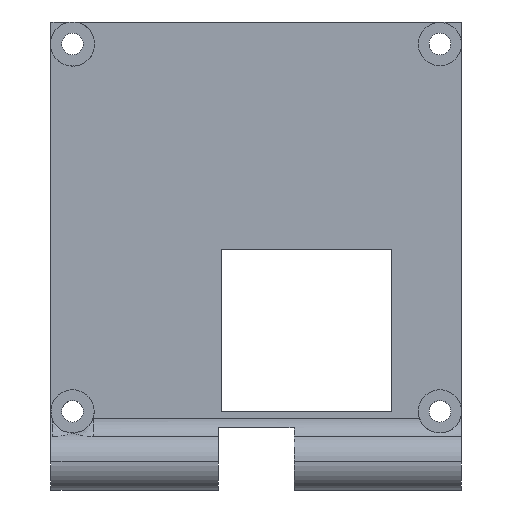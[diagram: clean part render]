
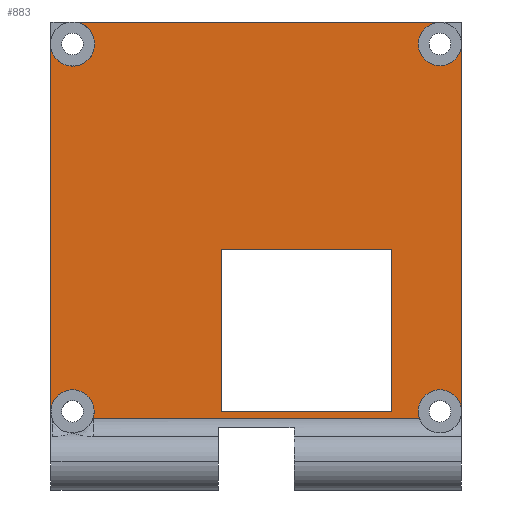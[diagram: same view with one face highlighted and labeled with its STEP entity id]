
A CAD part, top view. The second image highlights one B-rep face of the part: STEP entity #883.
In plain terms, the highlighted planar face has unit normal (0, 0, 1).
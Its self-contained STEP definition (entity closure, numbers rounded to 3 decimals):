
#3 = VERTEX_POINT ( 'NONE', #849 ) ;
#25 = VERTEX_POINT ( 'NONE', #1247 ) ;
#31 = DIRECTION ( 'NONE',  ( 0., -1., 0. ) ) ;
#34 = DIRECTION ( 'NONE',  ( 0., 1., 0. ) ) ;
#47 = VERTEX_POINT ( 'NONE', #1682 ) ;
#51 = EDGE_CURVE ( 'NONE', #47, #224, #1324, .T. ) ;
#58 = VERTEX_POINT ( 'NONE', #1403 ) ;
#77 = ORIENTED_EDGE ( 'NONE', *, *, #1371, .F. ) ;
#119 = DIRECTION ( 'NONE',  ( 0., 1., 0. ) ) ;
#198 = DIRECTION ( 'NONE',  ( -1., 0., 0. ) ) ;
#203 = LINE ( 'NONE', #1111, #423 ) ;
#224 = VERTEX_POINT ( 'NONE', #1379 ) ;
#228 = ORIENTED_EDGE ( 'NONE', *, *, #587, .F. ) ;
#257 = VERTEX_POINT ( 'NONE', #848 ) ;
#259 = EDGE_CURVE ( 'NONE', #1770, #545, #407, .T. ) ;
#272 = CARTESIAN_POINT ( 'NONE',  ( 3.903, 4.012, 0.35 ) ) ;
#282 = ORIENTED_EDGE ( 'NONE', *, *, #419, .F. ) ;
#290 = DIRECTION ( 'NONE',  ( 0., -1., 0. ) ) ;
#296 = LINE ( 'NONE', #689, #1171 ) ;
#299 = CARTESIAN_POINT ( 'NONE',  ( 4.042, 38.627, 0.35 ) ) ;
#321 = ORIENTED_EDGE ( 'NONE', *, *, #1117, .T. ) ;
#327 = ORIENTED_EDGE ( 'NONE', *, *, #737, .F. ) ;
#330 = AXIS2_PLACEMENT_3D ( 'NONE', #441, #706, #427 ) ;
#381 = CIRCLE ( 'NONE', #431, 2. ) ;
#390 = DIRECTION ( 'NONE',  ( 0., 0., 1. ) ) ;
#407 = LINE ( 'NONE', #1551, #674 ) ;
#419 = EDGE_CURVE ( 'NONE', #224, #1770, #791, .T. ) ;
#422 = VECTOR ( 'NONE', #198, 1000. ) ;
#423 = VECTOR ( 'NONE', #290, 1000. ) ;
#427 = DIRECTION ( 'NONE',  ( 0., 1., 0. ) ) ;
#431 = AXIS2_PLACEMENT_3D ( 'NONE', #1456, #892, #1442 ) ;
#441 = CARTESIAN_POINT ( 'NONE',  ( 2., 38.627, 0.35 ) ) ;
#442 = CARTESIAN_POINT ( 'NONE',  ( 15.75, 19.627, 0.35 ) ) ;
#484 = ORIENTED_EDGE ( 'NONE', *, *, #1181, .F. ) ;
#502 = ORIENTED_EDGE ( 'NONE', *, *, #764, .T. ) ;
#515 = DIRECTION ( 'NONE',  ( 1., 0., 0. ) ) ;
#526 = VERTEX_POINT ( 'NONE', #272 ) ;
#545 = VERTEX_POINT ( 'NONE', #1498 ) ;
#547 = CARTESIAN_POINT ( 'NONE',  ( 38., 40.627, 0.35 ) ) ;
#560 = VERTEX_POINT ( 'NONE', #299 ) ;
#562 = EDGE_LOOP ( 'NONE', ( #77, #1632, #282, #1053 ) ) ;
#582 = CARTESIAN_POINT ( 'NONE',  ( 36., 38.627, 0.35 ) ) ;
#587 = EDGE_CURVE ( 'NONE', #1716, #58, #1405, .T. ) ;
#602 = AXIS2_PLACEMENT_3D ( 'NONE', #1213, #1777, #119 ) ;
#619 = LINE ( 'NONE', #747, #855 ) ;
#628 = EDGE_CURVE ( 'NONE', #1477, #1716, #1325, .T. ) ;
#671 = DIRECTION ( 'NONE',  ( 0., 0., -1. ) ) ;
#674 = VECTOR ( 'NONE', #1014, 1000. ) ;
#678 = DIRECTION ( 'NONE',  ( 1., 0., 0. ) ) ;
#689 = CARTESIAN_POINT ( 'NONE',  ( 38., 40.627, 0.35 ) ) ;
#699 = VERTEX_POINT ( 'NONE', #1608 ) ;
#706 = DIRECTION ( 'NONE',  ( 0., 0., 1. ) ) ;
#714 = CARTESIAN_POINT ( 'NONE',  ( 38., 40.627, 0.35 ) ) ;
#737 = EDGE_CURVE ( 'NONE', #526, #1494, #1579, .T. ) ;
#747 = CARTESIAN_POINT ( 'NONE',  ( 15.5, 4.012, 0.35 ) ) ;
#761 = DIRECTION ( 'NONE',  ( 0., 1., 0. ) ) ;
#764 = EDGE_CURVE ( 'NONE', #526, #992, #619, .T. ) ;
#791 = LINE ( 'NONE', #1188, #1072 ) ;
#797 = CARTESIAN_POINT ( 'NONE',  ( 31.5, 4.627, 0.35 ) ) ;
#829 = AXIS2_PLACEMENT_3D ( 'NONE', #582, #1529, #34 ) ;
#847 = EDGE_CURVE ( 'NONE', #58, #992, #1531, .T. ) ;
#848 = CARTESIAN_POINT ( 'NONE',  ( 2.41, 40.627, 0.35 ) ) ;
#849 = CARTESIAN_POINT ( 'NONE',  ( 0., 4.627, 0.35 ) ) ;
#855 = VECTOR ( 'NONE', #1754, 1000. ) ;
#883 = ADVANCED_FACE ( 'NONE', ( #1259, #1624 ), #1495, .F. ) ;
#888 = DIRECTION ( 'NONE',  ( 0., 0., 1. ) ) ;
#892 = DIRECTION ( 'NONE',  ( 0., 0., 1. ) ) ;
#894 = EDGE_LOOP ( 'NONE', ( #327, #502, #1156, #228, #1364, #484, #1391, #321, #1036, #1409, #1721, #1646 ) ) ;
#905 = CARTESIAN_POINT ( 'NONE',  ( 2., 4.627, 0.35 ) ) ;
#930 = CARTESIAN_POINT ( 'NONE',  ( 36., 4.627, 0.35 ) ) ;
#952 = DIRECTION ( 'NONE',  ( 0., 0., 1. ) ) ;
#954 = CARTESIAN_POINT ( 'NONE',  ( 4., 4.627, 0.35 ) ) ;
#957 = EDGE_CURVE ( 'NONE', #25, #3, #203, .T. ) ;
#982 = CARTESIAN_POINT ( 'NONE',  ( 34.097, 4.012, 0.35 ) ) ;
#992 = VERTEX_POINT ( 'NONE', #982 ) ;
#1014 = DIRECTION ( 'NONE',  ( 0., 1., 0. ) ) ;
#1022 = CARTESIAN_POINT ( 'NONE',  ( 2., 4.627, 0.35 ) ) ;
#1036 = ORIENTED_EDGE ( 'NONE', *, *, #1535, .F. ) ;
#1039 = AXIS2_PLACEMENT_3D ( 'NONE', #1022, #888, #761 ) ;
#1053 = ORIENTED_EDGE ( 'NONE', *, *, #51, .F. ) ;
#1072 = VECTOR ( 'NONE', #515, 1000. ) ;
#1105 = CIRCLE ( 'NONE', #330, 2.042 ) ;
#1111 = CARTESIAN_POINT ( 'NONE',  ( 0., 40.627, 0.35 ) ) ;
#1117 = EDGE_CURVE ( 'NONE', #699, #257, #296, .T. ) ;
#1125 = DIRECTION ( 'NONE',  ( 0., -1., 0. ) ) ;
#1156 = ORIENTED_EDGE ( 'NONE', *, *, #847, .F. ) ;
#1171 = VECTOR ( 'NONE', #1659, 1000. ) ;
#1181 = EDGE_CURVE ( 'NONE', #1692, #1477, #381, .T. ) ;
#1188 = CARTESIAN_POINT ( 'NONE',  ( 17.5, 4.627, 0.35 ) ) ;
#1194 = AXIS2_PLACEMENT_3D ( 'NONE', #905, #1680, #1443 ) ;
#1213 = CARTESIAN_POINT ( 'NONE',  ( 2., 38.627, 0.35 ) ) ;
#1247 = CARTESIAN_POINT ( 'NONE',  ( 0., 38.217, 0.35 ) ) ;
#1259 = FACE_OUTER_BOUND ( 'NONE', #894, .T. ) ;
#1262 = CARTESIAN_POINT ( 'NONE',  ( 38., 4.627, 0.35 ) ) ;
#1324 = LINE ( 'NONE', #442, #1738 ) ;
#1325 = LINE ( 'NONE', #714, #1489 ) ;
#1354 = EDGE_CURVE ( 'NONE', #25, #560, #1105, .T. ) ;
#1359 = CIRCLE ( 'NONE', #602, 2.042 ) ;
#1364 = ORIENTED_EDGE ( 'NONE', *, *, #628, .F. ) ;
#1365 = DIRECTION ( 'NONE',  ( 1., 0., 0. ) ) ;
#1371 = EDGE_CURVE ( 'NONE', #545, #47, #1526, .T. ) ;
#1379 = CARTESIAN_POINT ( 'NONE',  ( 15.75, 4.627, 0.35 ) ) ;
#1391 = ORIENTED_EDGE ( 'NONE', *, *, #1705, .F. ) ;
#1399 = AXIS2_PLACEMENT_3D ( 'NONE', #930, #390, #1365 ) ;
#1403 = CARTESIAN_POINT ( 'NONE',  ( 34., 4.627, 0.35 ) ) ;
#1405 = CIRCLE ( 'NONE', #1627, 2. ) ;
#1409 = ORIENTED_EDGE ( 'NONE', *, *, #1354, .F. ) ;
#1414 = AXIS2_PLACEMENT_3D ( 'NONE', #547, #671, #1638 ) ;
#1442 = DIRECTION ( 'NONE',  ( 0., 1., 0. ) ) ;
#1443 = DIRECTION ( 'NONE',  ( 0., 1., 0. ) ) ;
#1456 = CARTESIAN_POINT ( 'NONE',  ( 36., 38.627, 0.35 ) ) ;
#1477 = VERTEX_POINT ( 'NONE', #1630 ) ;
#1489 = VECTOR ( 'NONE', #31, 1000. ) ;
#1494 = VERTEX_POINT ( 'NONE', #954 ) ;
#1495 = PLANE ( 'NONE',  #1414 ) ;
#1498 = CARTESIAN_POINT ( 'NONE',  ( 31.5, 19.627, 0.35 ) ) ;
#1526 = LINE ( 'NONE', #1553, #422 ) ;
#1529 = DIRECTION ( 'NONE',  ( 0., 0., 1. ) ) ;
#1531 = CIRCLE ( 'NONE', #1399, 2. ) ;
#1535 = EDGE_CURVE ( 'NONE', #560, #257, #1359, .T. ) ;
#1551 = CARTESIAN_POINT ( 'NONE',  ( 31.5, 4.627, 0.35 ) ) ;
#1553 = CARTESIAN_POINT ( 'NONE',  ( 17.5, 19.627, 0.35 ) ) ;
#1579 = CIRCLE ( 'NONE', #1039, 2. ) ;
#1598 = CIRCLE ( 'NONE', #1194, 2. ) ;
#1608 = CARTESIAN_POINT ( 'NONE',  ( 36., 40.627, 0.35 ) ) ;
#1624 = FACE_BOUND ( 'NONE', #562, .T. ) ;
#1627 = AXIS2_PLACEMENT_3D ( 'NONE', #1668, #952, #678 ) ;
#1630 = CARTESIAN_POINT ( 'NONE',  ( 38., 38.627, 0.35 ) ) ;
#1632 = ORIENTED_EDGE ( 'NONE', *, *, #259, .F. ) ;
#1638 = DIRECTION ( 'NONE',  ( 0., 1., 0. ) ) ;
#1646 = ORIENTED_EDGE ( 'NONE', *, *, #1677, .F. ) ;
#1659 = DIRECTION ( 'NONE',  ( -1., 0., 0. ) ) ;
#1668 = CARTESIAN_POINT ( 'NONE',  ( 36., 4.627, 0.35 ) ) ;
#1677 = EDGE_CURVE ( 'NONE', #1494, #3, #1598, .T. ) ;
#1680 = DIRECTION ( 'NONE',  ( 0., 0., 1. ) ) ;
#1682 = CARTESIAN_POINT ( 'NONE',  ( 15.75, 19.627, 0.35 ) ) ;
#1692 = VERTEX_POINT ( 'NONE', #1695 ) ;
#1695 = CARTESIAN_POINT ( 'NONE',  ( 34., 38.627, 0.35 ) ) ;
#1705 = EDGE_CURVE ( 'NONE', #699, #1692, #1757, .T. ) ;
#1716 = VERTEX_POINT ( 'NONE', #1262 ) ;
#1721 = ORIENTED_EDGE ( 'NONE', *, *, #957, .T. ) ;
#1738 = VECTOR ( 'NONE', #1125, 1000. ) ;
#1754 = DIRECTION ( 'NONE',  ( 1., 0., 0. ) ) ;
#1757 = CIRCLE ( 'NONE', #829, 2. ) ;
#1770 = VERTEX_POINT ( 'NONE', #797 ) ;
#1777 = DIRECTION ( 'NONE',  ( 0., 0., 1. ) ) ;
